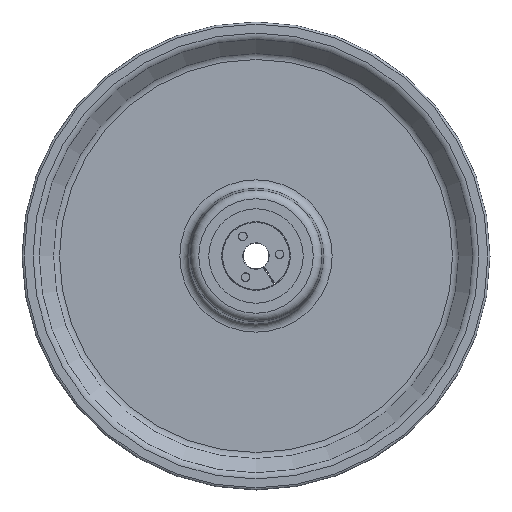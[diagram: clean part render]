
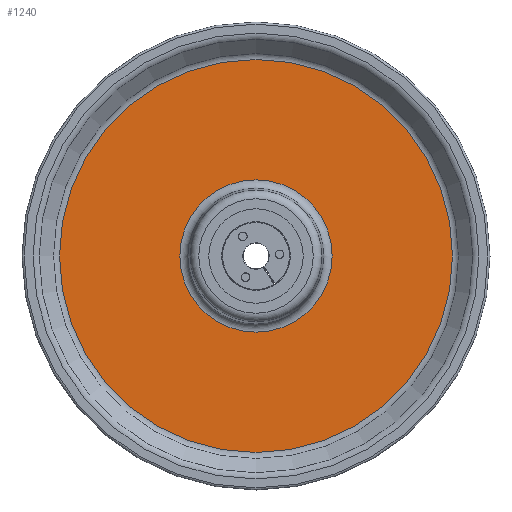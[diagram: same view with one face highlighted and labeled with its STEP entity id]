
A CAD part, left-side view. The second image highlights one B-rep face of the part: STEP entity #1240.
In plain terms, the highlighted planar face has unit normal (-1, 0, 0).
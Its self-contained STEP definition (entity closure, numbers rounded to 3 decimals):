
#255=FACE_BOUND('',#360,.T.);
#281=FACE_OUTER_BOUND('',#359,.T.);
#359=EDGE_LOOP('',(#872));
#360=EDGE_LOOP('',(#873));
#459=CIRCLE('',#1470,17.736);
#460=CIRCLE('',#1472,45.766);
#558=VERTEX_POINT('',#2119);
#559=VERTEX_POINT('',#2123);
#681=EDGE_CURVE('',#558,#558,#459,.T.);
#682=EDGE_CURVE('',#559,#559,#460,.T.);
#872=ORIENTED_EDGE('',*,*,#682,.F.);
#873=ORIENTED_EDGE('',*,*,#681,.T.);
#1208=PLANE('',#1471);
#1240=ADVANCED_FACE('',(#281,#255),#1208,.T.);
#1470=AXIS2_PLACEMENT_3D('',#2121,#1682,#1683);
#1471=AXIS2_PLACEMENT_3D('',#2122,#1684,#1685);
#1472=AXIS2_PLACEMENT_3D('',#2124,#1686,#1687);
#1682=DIRECTION('center_axis',(1.,0.,0.));
#1683=DIRECTION('ref_axis',(0.,0.,-1.));
#1684=DIRECTION('center_axis',(-1.,0.,0.));
#1685=DIRECTION('ref_axis',(0.,0.,1.));
#1686=DIRECTION('center_axis',(1.,0.,0.));
#1687=DIRECTION('ref_axis',(0.,0.,-1.));
#2119=CARTESIAN_POINT('',(-1.5,0.,17.736));
#2121=CARTESIAN_POINT('Origin',(-1.5,0.,0.));
#2122=CARTESIAN_POINT('Origin',(-1.5,45.766,0.));
#2123=CARTESIAN_POINT('',(-1.5,0.,45.766));
#2124=CARTESIAN_POINT('Origin',(-1.5,0.,0.));
